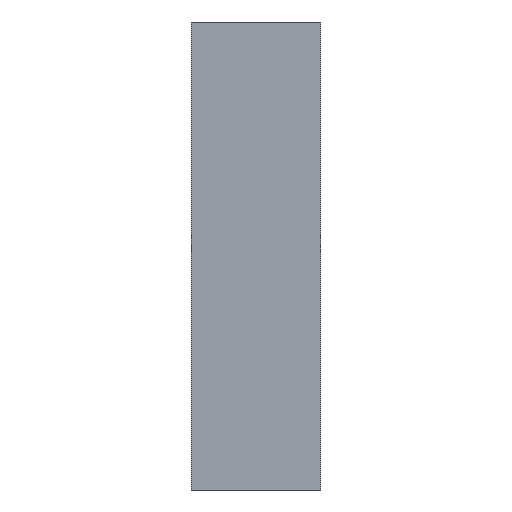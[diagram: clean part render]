
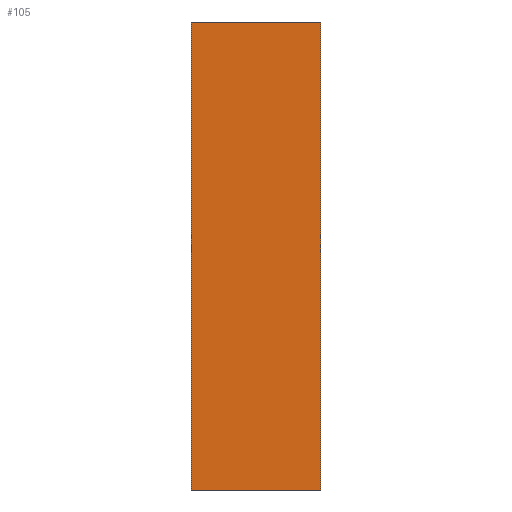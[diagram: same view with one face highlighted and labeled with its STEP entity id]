
A CAD part, front view. The second image highlights one B-rep face of the part: STEP entity #105.
In plain terms, the highlighted planar face has unit normal (0, -1, 0).
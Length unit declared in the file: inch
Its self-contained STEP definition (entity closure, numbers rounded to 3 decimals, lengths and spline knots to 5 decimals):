
#19=FACE_OUTER_BOUND('',#25,.T.);
#25=EDGE_LOOP('',(#87,#88,#89,#90));
#28=LINE('',#159,#40);
#33=LINE('',#168,#45);
#37=LINE('',#176,#49);
#38=LINE('',#178,#50);
#40=VECTOR('',#132,0.3937);
#45=VECTOR('',#139,0.3937);
#49=VECTOR('',#147,0.3937);
#50=VECTOR('',#150,0.3937);
#51=VERTEX_POINT('',#155);
#53=VERTEX_POINT('',#158);
#55=VERTEX_POINT('',#164);
#58=VERTEX_POINT('',#174);
#60=EDGE_CURVE('',#53,#51,#28,.T.);
#65=EDGE_CURVE('',#55,#53,#33,.T.);
#69=EDGE_CURVE('',#58,#51,#37,.T.);
#70=EDGE_CURVE('',#58,#55,#38,.T.);
#87=ORIENTED_EDGE('',*,*,#70,.T.);
#88=ORIENTED_EDGE('',*,*,#65,.T.);
#89=ORIENTED_EDGE('',*,*,#60,.T.);
#90=ORIENTED_EDGE('',*,*,#69,.F.);
#99=PLANE('',#125);
#105=ADVANCED_FACE('',(#19),#99,.T.);
#125=AXIS2_PLACEMENT_3D('',#177,#148,#149);
#132=DIRECTION('',(-1.,0.,0.));
#139=DIRECTION('',(0.,0.,1.));
#147=DIRECTION('',(0.,0.,1.));
#148=DIRECTION('center_axis',(0.,-1.,0.));
#149=DIRECTION('ref_axis',(1.,0.,0.));
#150=DIRECTION('',(1.,0.,0.));
#155=CARTESIAN_POINT('',(-73.875,-5.75,118.75));
#158=CARTESIAN_POINT('',(-64.375,-5.75,118.75));
#159=CARTESIAN_POINT('',(-71.5,-5.75,118.75));
#164=CARTESIAN_POINT('',(-64.375,-5.75,84.5));
#168=CARTESIAN_POINT('',(-64.375,-5.75,106.49179));
#174=CARTESIAN_POINT('',(-73.875,-5.75,84.5));
#176=CARTESIAN_POINT('',(-73.875,-5.75,0.));
#177=CARTESIAN_POINT('Origin',(2.375,-5.75,0.));
#178=CARTESIAN_POINT('',(-35.75,-5.75,84.5));
